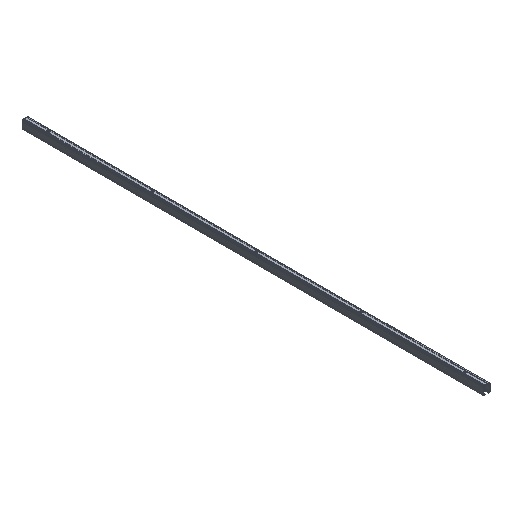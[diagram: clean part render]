
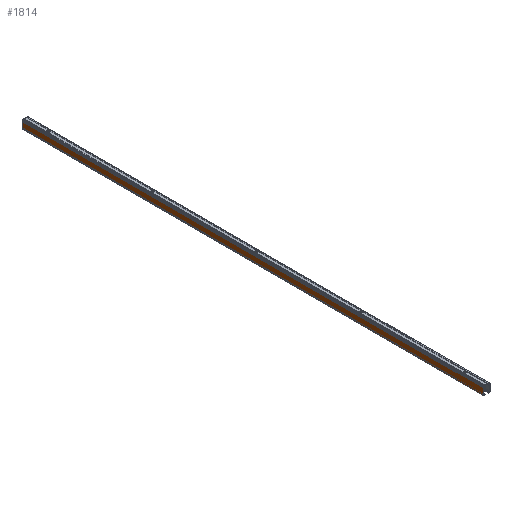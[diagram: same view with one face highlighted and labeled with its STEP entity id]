
A CAD part, isometric view. The second image highlights one B-rep face of the part: STEP entity #1814.
In plain terms, the highlighted planar face has unit normal (-1, 0, 0).
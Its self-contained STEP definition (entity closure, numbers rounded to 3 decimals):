
#99=LINE('',#2962,#261);
#101=LINE('',#2968,#263);
#120=LINE('',#3047,#282);
#121=LINE('',#3048,#283);
#261=VECTOR('',#2406,10.);
#263=VECTOR('',#2412,10.);
#282=VECTOR('',#2475,10.);
#283=VECTOR('',#2476,10.);
#464=FACE_OUTER_BOUND('',#566,.T.);
#566=EDGE_LOOP('',(#1465,#1466,#1467,#1468));
#826=VERTEX_POINT('',#2959);
#827=VERTEX_POINT('',#2961);
#829=VERTEX_POINT('',#2967);
#867=VERTEX_POINT('',#3046);
#1054=EDGE_CURVE('',#826,#827,#99,.T.);
#1057=EDGE_CURVE('',#829,#827,#101,.T.);
#1097=EDGE_CURVE('',#826,#867,#120,.T.);
#1098=EDGE_CURVE('',#829,#867,#121,.T.);
#1465=ORIENTED_EDGE('',*,*,#1054,.F.);
#1466=ORIENTED_EDGE('',*,*,#1097,.T.);
#1467=ORIENTED_EDGE('',*,*,#1098,.F.);
#1468=ORIENTED_EDGE('',*,*,#1057,.T.);
#1738=PLANE('',#2018);
#1814=ADVANCED_FACE('',(#464),#1738,.T.);
#2018=AXIS2_PLACEMENT_3D('',#3045,#2473,#2474);
#2406=DIRECTION('',(0.,-1.,0.));
#2412=DIRECTION('',(0.,0.,1.));
#2473=DIRECTION('center_axis',(-1.,0.,0.));
#2474=DIRECTION('ref_axis',(0.,0.,1.));
#2475=DIRECTION('',(0.,0.,-1.));
#2476=DIRECTION('',(0.,1.,0.));
#2959=CARTESIAN_POINT('',(-13.5,975.,15.231));
#2961=CARTESIAN_POINT('',(-13.5,-975.,15.231));
#2962=CARTESIAN_POINT('',(-13.5,0.,15.231));
#2967=CARTESIAN_POINT('',(-13.5,-975.,-14.14));
#2968=CARTESIAN_POINT('',(-13.5,-975.,-14.331));
#3045=CARTESIAN_POINT('Origin',(-13.5,0.,15.422));
#3046=CARTESIAN_POINT('',(-13.5,975.,-14.14));
#3047=CARTESIAN_POINT('',(-13.5,975.,-14.331));
#3048=CARTESIAN_POINT('',(-13.5,0.,-14.14));
